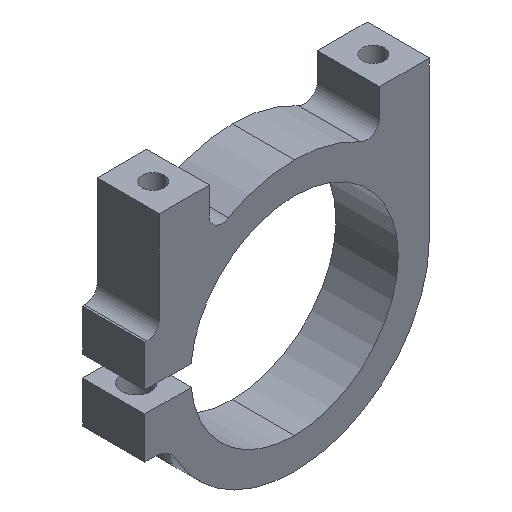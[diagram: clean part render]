
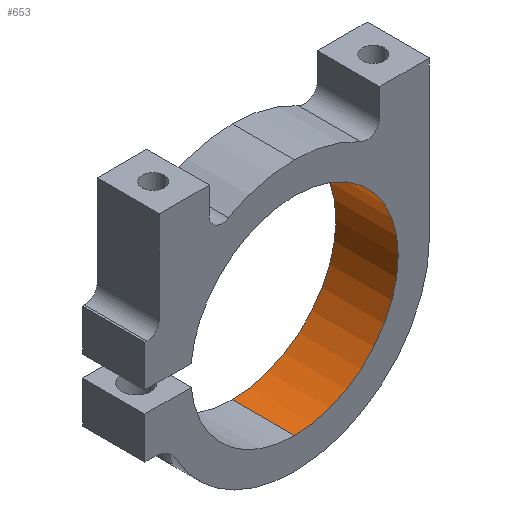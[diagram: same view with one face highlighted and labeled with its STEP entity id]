
A CAD part, isometric view. The second image highlights one B-rep face of the part: STEP entity #653.
In plain terms, the highlighted cylindrical face has radius 12.7 mm (diameter 25.4 mm), a partial arc.
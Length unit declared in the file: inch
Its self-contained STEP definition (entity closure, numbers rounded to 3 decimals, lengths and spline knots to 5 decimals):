
#36 = EDGE_LOOP ( 'NONE', ( #237, #154, #1115, #595 ) ) ;
#101 = VERTEX_POINT ( 'NONE', #1204 ) ;
#154 = ORIENTED_EDGE ( 'NONE', *, *, #1151, .F. ) ;
#171 = CIRCLE ( 'NONE', #303, 0.5 ) ;
#237 = ORIENTED_EDGE ( 'NONE', *, *, #1435, .F. ) ;
#259 = EDGE_CURVE ( 'NONE', #101, #1373, #320, .T. ) ;
#260 = LINE ( 'NONE', #1028, #796 ) ;
#303 = AXIS2_PLACEMENT_3D ( 'NONE', #1075, #373, #1184 ) ;
#316 = LINE ( 'NONE', #573, #906 ) ;
#320 = CIRCLE ( 'NONE', #494, 0.5 ) ;
#352 = DIRECTION ( 'NONE',  ( 0., 1., 0. ) ) ;
#373 = DIRECTION ( 'NONE',  ( 0., 1., 0. ) ) ;
#427 = CARTESIAN_POINT ( 'NONE',  ( 0., 0., -0.5 ) ) ;
#494 = AXIS2_PLACEMENT_3D ( 'NONE', #1320, #352, #1270 ) ;
#495 = CYLINDRICAL_SURFACE ( 'NONE', #1407, 0.5 ) ;
#573 = CARTESIAN_POINT ( 'NONE',  ( 0., 0., 0.5 ) ) ;
#595 = ORIENTED_EDGE ( 'NONE', *, *, #259, .T. ) ;
#622 = VERTEX_POINT ( 'NONE', #427 ) ;
#653 = ADVANCED_FACE ( 'NONE', ( #842 ), #495, .F. ) ;
#756 = DIRECTION ( 'NONE',  ( 0., 1., 0. ) ) ;
#762 = CARTESIAN_POINT ( 'NONE',  ( 0., 0.3, -0.5 ) ) ;
#785 = CARTESIAN_POINT ( 'NONE',  ( 0., 0., 0.5 ) ) ;
#796 = VECTOR ( 'NONE', #1359, 39.37008 ) ;
#804 = DIRECTION ( 'NONE',  ( 0., 1., 0. ) ) ;
#842 = FACE_OUTER_BOUND ( 'NONE', #36, .T. ) ;
#906 = VECTOR ( 'NONE', #804, 39.37008 ) ;
#919 = CARTESIAN_POINT ( 'NONE',  ( 0., 0., 0. ) ) ;
#1005 = VERTEX_POINT ( 'NONE', #785 ) ;
#1028 = CARTESIAN_POINT ( 'NONE',  ( 0., 0., -0.5 ) ) ;
#1051 = EDGE_CURVE ( 'NONE', #1005, #101, #316, .T. ) ;
#1075 = CARTESIAN_POINT ( 'NONE',  ( 0., 0., 0. ) ) ;
#1089 = DIRECTION ( 'NONE',  ( 0., 0., 1. ) ) ;
#1115 = ORIENTED_EDGE ( 'NONE', *, *, #1051, .T. ) ;
#1151 = EDGE_CURVE ( 'NONE', #1005, #622, #171, .T. ) ;
#1184 = DIRECTION ( 'NONE',  ( 0., 0., 1. ) ) ;
#1204 = CARTESIAN_POINT ( 'NONE',  ( 0., 0.3, 0.5 ) ) ;
#1270 = DIRECTION ( 'NONE',  ( 0., 0., 1. ) ) ;
#1320 = CARTESIAN_POINT ( 'NONE',  ( 0., 0.3, 0. ) ) ;
#1359 = DIRECTION ( 'NONE',  ( 0., 1., 0. ) ) ;
#1373 = VERTEX_POINT ( 'NONE', #762 ) ;
#1407 = AXIS2_PLACEMENT_3D ( 'NONE', #919, #756, #1089 ) ;
#1435 = EDGE_CURVE ( 'NONE', #622, #1373, #260, .T. ) ;
